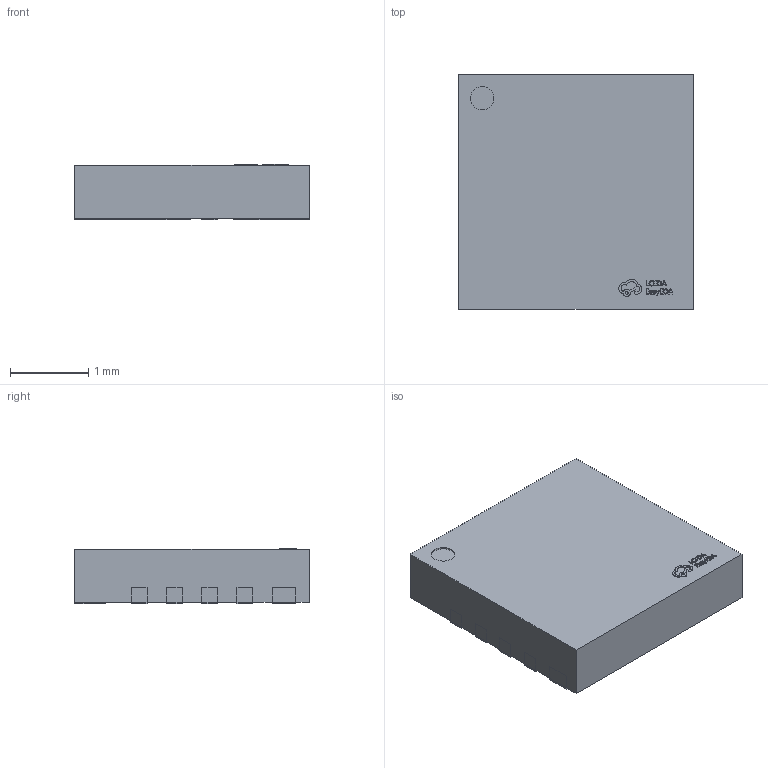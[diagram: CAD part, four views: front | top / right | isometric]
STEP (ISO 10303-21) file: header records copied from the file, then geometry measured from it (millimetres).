
FILE_DESCRIPTION (( 'STEP AP214' ), '1' );
FILE_NAME ('QFN-16_L3.0-W3.0-H0.7-P0.45-TL_SY6935QDC.step', '2022-07-15T02:51:22', ( '' ), ( '' ), 'SwSTEP 2.0', 'SolidWorks 2020', '' );
FILE_SCHEMA (( 'AUTOMOTIVE_DESIGN' ));
Length unit declared in the file: millimetre
Products named in the file (1): QFN-16_L3.0-W3.0-H0.7-P0.45-TL_SY6935QDC
Bounding box: 3 x 3 x 0.71 mm (x, y, z)
Volume: 6.2 mm3; surface area: 51.5 mm2
Topology: 33 solids, 33 shells, 644 faces, 1653 edges, 1102 vertices
Faces by surface type: plane 437, bspline 112, cylinder 95
Entity records: 27332 total; most frequent: CARTESIAN_POINT 5504, ORIENTED_EDGE 3306, DIRECTION 2681, EDGE_CURVE 1653, LINE 1235, VECTOR 1235, VERTEX_POINT 1102, AXIS2_PLACEMENT_3D 723
